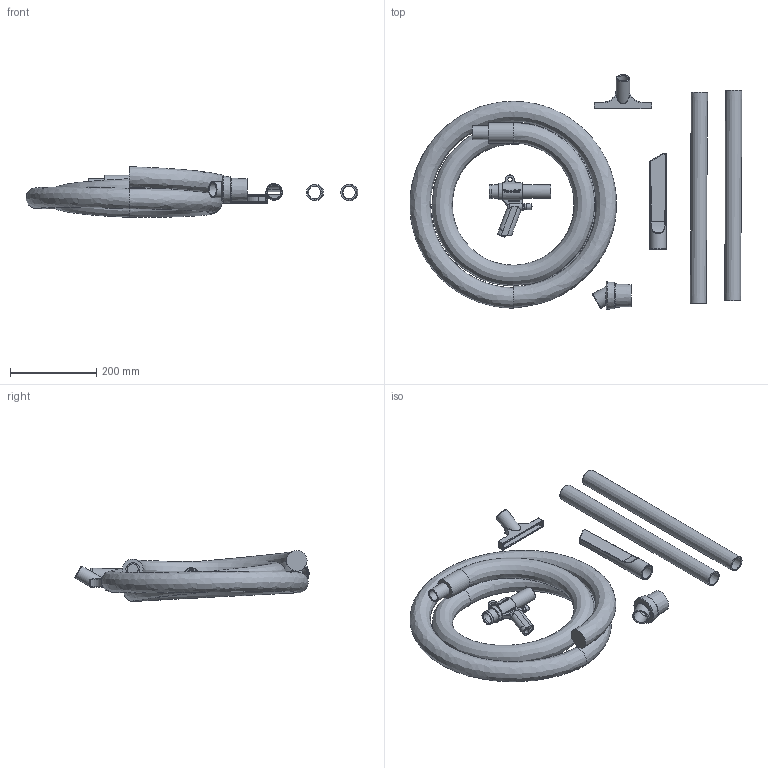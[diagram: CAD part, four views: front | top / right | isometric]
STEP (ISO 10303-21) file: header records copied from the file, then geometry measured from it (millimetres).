
FILE_DESCRIPTION((''),'2;1');
FILE_NAME('6292.stp','2010-06-17T14:52:54',('michael witt'),(''),'Autodesk Inventor 2010','Autodesk Inventor 2010','');
FILE_SCHEMA(('AUTOMOTIVE_DESIGN { 1 0 10303 214 1 1 1 1 }'));
Length unit declared in the file: inch
Products named in the file (7): 6292; 6092; 6565; 6566; 6568; 6585; 6583
Assembly tree (7 placements, depth 2):
  6292
    6092
    6565
    6566
    6568  x2
    6585
    6583
Bounding box: 770.26 x 543.84 x 118.2 mm (x, y, z)
Volume: 6015860.9 mm3; surface area: 806602.7 mm2
Topology: 7 solids, 7 shells, 938 faces, 2532 edges, 1645 vertices
Faces by surface type: bspline 479, plane 290, cylinder 115, torus 26, cone 14, sphere 14
Full cylindrical faces by diameter (mm): 9.645 x1, 9.868 x1, 11.493 x1, 11.656 x1, 14.069 x1, 18.415 x1, 25.4 x2, 26.384 x1, 30.656 x1, 31.75 x4, 32.051 x1, 32.567 x1, 34.65 x1, 38.1 x2, 38.337 x1, 47.625 x1
Entity records: 84092 total; most frequent: CARTESIAN_POINT 63637, ORIENTED_EDGE 4898, DIRECTION 2641, EDGE_CURVE 2449, VERTEX_POINT 1624, EDGE_LOOP 1043, VECTOR 1037, LINE 1037
